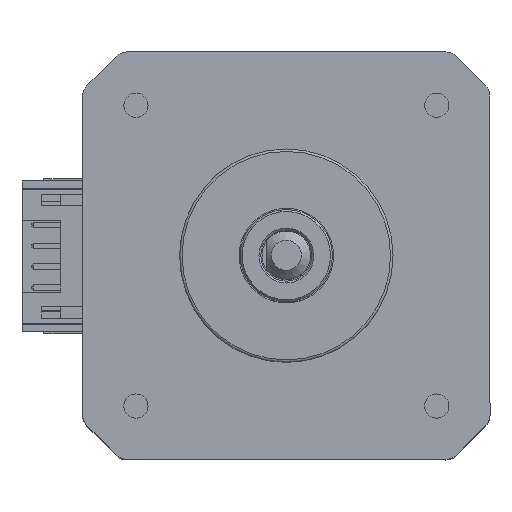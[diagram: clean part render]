
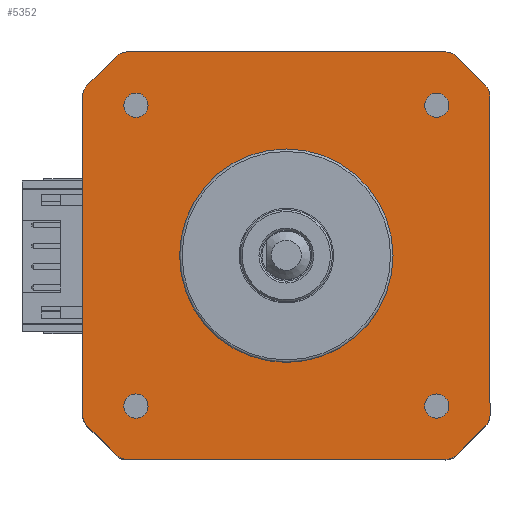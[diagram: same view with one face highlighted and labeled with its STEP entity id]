
A CAD part, top view. The second image highlights one B-rep face of the part: STEP entity #5352.
In plain terms, the highlighted face is planar.
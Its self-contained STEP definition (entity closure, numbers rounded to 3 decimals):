
#139=FACE_BOUND('',#693,.T.);
#140=FACE_BOUND('',#694,.T.);
#141=FACE_BOUND('',#695,.T.);
#142=FACE_BOUND('',#696,.T.);
#143=FACE_BOUND('',#697,.T.);
#171=PLANE('',#5679);
#384=FACE_OUTER_BOUND('',#692,.T.);
#692=EDGE_LOOP('',(#3733,#3734,#3735,#3736,#3737,#3738,#3739,#3740,#3741,
#3742,#3743,#3744,#3745,#3746,#3747,#3748));
#693=EDGE_LOOP('',(#3749));
#694=EDGE_LOOP('',(#3750));
#695=EDGE_LOOP('',(#3751));
#696=EDGE_LOOP('',(#3752));
#697=EDGE_LOOP('',(#3753));
#1033=LINE('',#7849,#1606);
#1034=LINE('',#7853,#1607);
#1035=LINE('',#7857,#1608);
#1036=LINE('',#7861,#1609);
#1037=LINE('',#7865,#1610);
#1038=LINE('',#7869,#1611);
#1039=LINE('',#7873,#1612);
#1040=LINE('',#7876,#1613);
#1606=VECTOR('',#6219,32.907);
#1607=VECTOR('',#6222,4.308);
#1608=VECTOR('',#6225,32.907);
#1609=VECTOR('',#6228,4.308);
#1610=VECTOR('',#6231,32.907);
#1611=VECTOR('',#6234,4.308);
#1612=VECTOR('',#6237,32.907);
#1613=VECTOR('',#6240,4.308);
#2181=CIRCLE('',#5680,1.5);
#2182=CIRCLE('',#5681,1.5);
#2183=CIRCLE('',#5682,1.5);
#2184=CIRCLE('',#5683,1.5);
#2185=CIRCLE('',#5684,1.5);
#2186=CIRCLE('',#5685,1.5);
#2187=CIRCLE('',#5686,1.5);
#2188=CIRCLE('',#5687,1.5);
#2189=CIRCLE('',#5688,11.);
#2190=CIRCLE('',#5689,1.25);
#2191=CIRCLE('',#5690,1.25);
#2192=CIRCLE('',#5691,1.25);
#2193=CIRCLE('',#5692,1.25);
#2391=VERTEX_POINT('',#7845);
#2392=VERTEX_POINT('',#7846);
#2393=VERTEX_POINT('',#7848);
#2394=VERTEX_POINT('',#7850);
#2395=VERTEX_POINT('',#7852);
#2396=VERTEX_POINT('',#7854);
#2397=VERTEX_POINT('',#7856);
#2398=VERTEX_POINT('',#7858);
#2399=VERTEX_POINT('',#7860);
#2400=VERTEX_POINT('',#7862);
#2401=VERTEX_POINT('',#7864);
#2402=VERTEX_POINT('',#7866);
#2403=VERTEX_POINT('',#7868);
#2404=VERTEX_POINT('',#7870);
#2405=VERTEX_POINT('',#7872);
#2406=VERTEX_POINT('',#7874);
#2407=VERTEX_POINT('',#7877);
#2408=VERTEX_POINT('',#7879);
#2409=VERTEX_POINT('',#7881);
#2410=VERTEX_POINT('',#7883);
#2411=VERTEX_POINT('',#7885);
#2923=EDGE_CURVE('',#2391,#2392,#2181,.T.);
#2924=EDGE_CURVE('',#2391,#2393,#1033,.T.);
#2925=EDGE_CURVE('',#2394,#2393,#2182,.T.);
#2926=EDGE_CURVE('',#2394,#2395,#1034,.T.);
#2927=EDGE_CURVE('',#2396,#2395,#2183,.T.);
#2928=EDGE_CURVE('',#2396,#2397,#1035,.T.);
#2929=EDGE_CURVE('',#2398,#2397,#2184,.T.);
#2930=EDGE_CURVE('',#2398,#2399,#1036,.T.);
#2931=EDGE_CURVE('',#2400,#2399,#2185,.T.);
#2932=EDGE_CURVE('',#2400,#2401,#1037,.T.);
#2933=EDGE_CURVE('',#2402,#2401,#2186,.T.);
#2934=EDGE_CURVE('',#2402,#2403,#1038,.T.);
#2935=EDGE_CURVE('',#2404,#2403,#2187,.T.);
#2936=EDGE_CURVE('',#2404,#2405,#1039,.T.);
#2937=EDGE_CURVE('',#2406,#2405,#2188,.T.);
#2938=EDGE_CURVE('',#2406,#2392,#1040,.T.);
#2939=EDGE_CURVE('',#2407,#2407,#2189,.T.);
#2940=EDGE_CURVE('',#2408,#2408,#2190,.T.);
#2941=EDGE_CURVE('',#2409,#2409,#2191,.T.);
#2942=EDGE_CURVE('',#2410,#2410,#2192,.T.);
#2943=EDGE_CURVE('',#2411,#2411,#2193,.T.);
#3733=ORIENTED_EDGE('',*,*,#2923,.F.);
#3734=ORIENTED_EDGE('',*,*,#2924,.T.);
#3735=ORIENTED_EDGE('',*,*,#2925,.F.);
#3736=ORIENTED_EDGE('',*,*,#2926,.T.);
#3737=ORIENTED_EDGE('',*,*,#2927,.F.);
#3738=ORIENTED_EDGE('',*,*,#2928,.T.);
#3739=ORIENTED_EDGE('',*,*,#2929,.F.);
#3740=ORIENTED_EDGE('',*,*,#2930,.T.);
#3741=ORIENTED_EDGE('',*,*,#2931,.F.);
#3742=ORIENTED_EDGE('',*,*,#2932,.T.);
#3743=ORIENTED_EDGE('',*,*,#2933,.F.);
#3744=ORIENTED_EDGE('',*,*,#2934,.T.);
#3745=ORIENTED_EDGE('',*,*,#2935,.F.);
#3746=ORIENTED_EDGE('',*,*,#2936,.T.);
#3747=ORIENTED_EDGE('',*,*,#2937,.F.);
#3748=ORIENTED_EDGE('',*,*,#2938,.T.);
#3749=ORIENTED_EDGE('',*,*,#2939,.T.);
#3750=ORIENTED_EDGE('',*,*,#2940,.T.);
#3751=ORIENTED_EDGE('',*,*,#2941,.T.);
#3752=ORIENTED_EDGE('',*,*,#2942,.T.);
#3753=ORIENTED_EDGE('',*,*,#2943,.T.);
#5352=ADVANCED_FACE('',(#384,#139,#140,#141,#142,#143),#171,.T.);
#5679=AXIS2_PLACEMENT_3D('',#7844,#6215,#6216);
#5680=AXIS2_PLACEMENT_3D('',#7847,#6217,#6218);
#5681=AXIS2_PLACEMENT_3D('',#7851,#6220,#6221);
#5682=AXIS2_PLACEMENT_3D('',#7855,#6223,#6224);
#5683=AXIS2_PLACEMENT_3D('',#7859,#6226,#6227);
#5684=AXIS2_PLACEMENT_3D('',#7863,#6229,#6230);
#5685=AXIS2_PLACEMENT_3D('',#7867,#6232,#6233);
#5686=AXIS2_PLACEMENT_3D('',#7871,#6235,#6236);
#5687=AXIS2_PLACEMENT_3D('',#7875,#6238,#6239);
#5688=AXIS2_PLACEMENT_3D('',#7878,#6241,#6242);
#5689=AXIS2_PLACEMENT_3D('',#7880,#6243,#6244);
#5690=AXIS2_PLACEMENT_3D('',#7882,#6245,#6246);
#5691=AXIS2_PLACEMENT_3D('',#7884,#6247,#6248);
#5692=AXIS2_PLACEMENT_3D('',#7886,#6249,#6250);
#6215=DIRECTION('center_axis',(0.,1.,0.));
#6216=DIRECTION('ref_axis',(-1.,0.,0.));
#6217=DIRECTION('center_axis',(0.,-1.,0.));
#6218=DIRECTION('ref_axis',(1.,0.,0.));
#6219=DIRECTION('',(-1.,0.,0.));
#6220=DIRECTION('center_axis',(0.,-1.,0.));
#6221=DIRECTION('ref_axis',(-1.,0.,0.));
#6222=DIRECTION('',(-0.707,0.,0.707));
#6223=DIRECTION('center_axis',(0.,-1.,0.));
#6224=DIRECTION('ref_axis',(1.,0.,0.));
#6225=DIRECTION('',(0.,0.,1.));
#6226=DIRECTION('center_axis',(0.,-1.,0.));
#6227=DIRECTION('ref_axis',(-1.,0.,0.));
#6228=DIRECTION('',(0.707,0.,0.707));
#6229=DIRECTION('center_axis',(0.,-1.,0.));
#6230=DIRECTION('ref_axis',(1.,0.,0.));
#6231=DIRECTION('',(1.,0.,0.));
#6232=DIRECTION('center_axis',(0.,-1.,0.));
#6233=DIRECTION('ref_axis',(-1.,0.,0.));
#6234=DIRECTION('',(0.707,0.,-0.707));
#6235=DIRECTION('center_axis',(0.,-1.,0.));
#6236=DIRECTION('ref_axis',(1.,0.,0.));
#6237=DIRECTION('',(0.,0.,-1.));
#6238=DIRECTION('center_axis',(0.,-1.,0.));
#6239=DIRECTION('ref_axis',(-1.,0.,0.));
#6240=DIRECTION('',(-0.707,0.,-0.707));
#6241=DIRECTION('center_axis',(0.,-1.,0.));
#6242=DIRECTION('ref_axis',(-1.,0.,0.));
#6243=DIRECTION('center_axis',(0.,-1.,0.));
#6244=DIRECTION('ref_axis',(1.,0.,0.));
#6245=DIRECTION('center_axis',(0.,-1.,0.));
#6246=DIRECTION('ref_axis',(1.,0.,0.));
#6247=DIRECTION('center_axis',(0.,-1.,0.));
#6248=DIRECTION('ref_axis',(1.,0.,0.));
#6249=DIRECTION('center_axis',(0.,-1.,0.));
#6250=DIRECTION('ref_axis',(1.,0.,0.));
#7844=CARTESIAN_POINT('Origin',(0.,38.,0.));
#7845=CARTESIAN_POINT('',(16.454,38.,-21.));
#7846=CARTESIAN_POINT('',(17.514,38.,-20.561));
#7847=CARTESIAN_POINT('Origin',(16.454,38.,-19.5));
#7848=CARTESIAN_POINT('',(-16.454,38.,-21.));
#7849=CARTESIAN_POINT('',(16.454,38.,-21.));
#7850=CARTESIAN_POINT('',(-17.514,38.,-20.561));
#7851=CARTESIAN_POINT('Origin',(-16.454,38.,-19.5));
#7852=CARTESIAN_POINT('',(-20.561,38.,-17.514));
#7853=CARTESIAN_POINT('',(-17.514,38.,-20.561));
#7854=CARTESIAN_POINT('',(-21.,38.,-16.454));
#7855=CARTESIAN_POINT('Origin',(-19.5,38.,-16.454));
#7856=CARTESIAN_POINT('',(-21.,38.,16.454));
#7857=CARTESIAN_POINT('',(-21.,38.,-16.454));
#7858=CARTESIAN_POINT('',(-20.561,38.,17.514));
#7859=CARTESIAN_POINT('Origin',(-19.5,38.,16.454));
#7860=CARTESIAN_POINT('',(-17.514,38.,20.561));
#7861=CARTESIAN_POINT('',(-20.561,38.,17.514));
#7862=CARTESIAN_POINT('',(-16.454,38.,21.));
#7863=CARTESIAN_POINT('Origin',(-16.454,38.,19.5));
#7864=CARTESIAN_POINT('',(16.454,38.,21.));
#7865=CARTESIAN_POINT('',(-16.454,38.,21.));
#7866=CARTESIAN_POINT('',(17.514,38.,20.561));
#7867=CARTESIAN_POINT('Origin',(16.454,38.,19.5));
#7868=CARTESIAN_POINT('',(20.561,38.,17.514));
#7869=CARTESIAN_POINT('',(17.514,38.,20.561));
#7870=CARTESIAN_POINT('',(21.,38.,16.454));
#7871=CARTESIAN_POINT('Origin',(19.5,38.,16.454));
#7872=CARTESIAN_POINT('',(21.,38.,-16.454));
#7873=CARTESIAN_POINT('',(21.,38.,16.454));
#7874=CARTESIAN_POINT('',(20.561,38.,-17.514));
#7875=CARTESIAN_POINT('Origin',(19.5,38.,-16.454));
#7876=CARTESIAN_POINT('',(20.561,38.,-17.514));
#7877=CARTESIAN_POINT('',(0.,38.,11.));
#7878=CARTESIAN_POINT('Origin',(0.,38.,0.));
#7879=CARTESIAN_POINT('',(-15.502,38.,16.752));
#7880=CARTESIAN_POINT('Origin',(-15.502,38.,15.502));
#7881=CARTESIAN_POINT('',(-15.502,38.,-14.252));
#7882=CARTESIAN_POINT('Origin',(-15.502,38.,-15.502));
#7883=CARTESIAN_POINT('',(15.502,38.,-14.252));
#7884=CARTESIAN_POINT('Origin',(15.502,38.,-15.502));
#7885=CARTESIAN_POINT('',(15.502,38.,16.752));
#7886=CARTESIAN_POINT('Origin',(15.502,38.,15.502));
